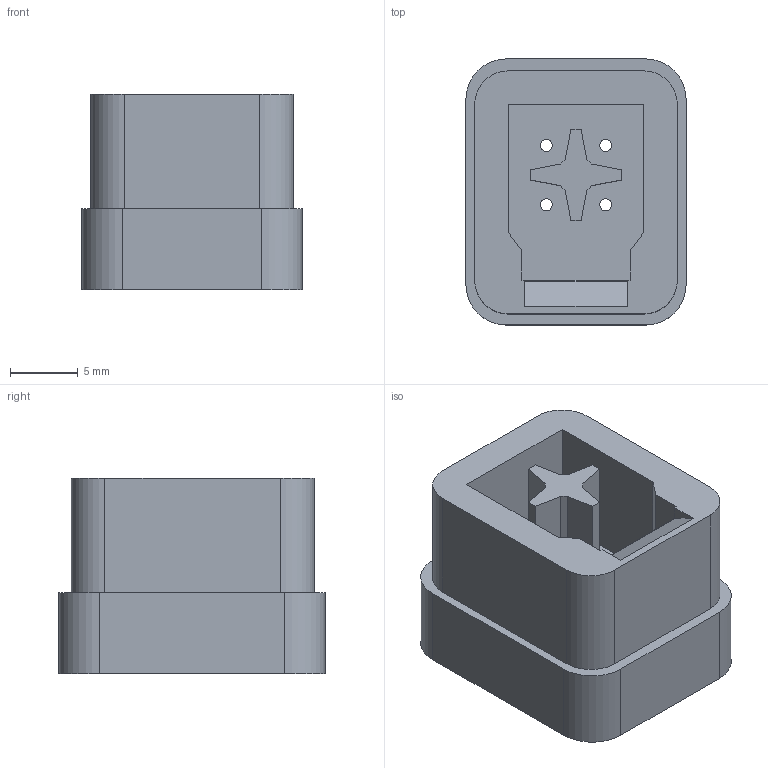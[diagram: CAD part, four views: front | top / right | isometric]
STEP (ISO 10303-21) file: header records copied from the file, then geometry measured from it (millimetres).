
FILE_DESCRIPTION(('FreeCAD Model'),'2;1');
FILE_NAME('Open CASCADE Shape Model','2024-10-15T09:27:25',(''),(''), 'Open CASCADE STEP processor 7.6','FreeCAD','Unknown');
FILE_SCHEMA(('AUTOMOTIVE_DESIGN { 1 0 10303 214 1 1 1 1 }'));
Length unit declared in the file: millimetre
Products named in the file (1): Körper001
Bounding box: 16.3 x 19.7 x 14.5 mm (x, y, z)
Volume: 3146.9 mm3; surface area: 2217.6 mm2
Topology: 1 solids, 1 shells, 58 faces, 156 edges, 104 vertices
Faces by surface type: plane 45, cylinder 13
Full cylindrical faces by diameter (mm): 0.9 x4
Entity records: 1844 total; most frequent: CARTESIAN_POINT 319, ORIENTED_EDGE 312, DIRECTION 300, EDGE_CURVE 156, LINE 130, VECTOR 130, VERTEX_POINT 104, AXIS2_PLACEMENT_3D 85
